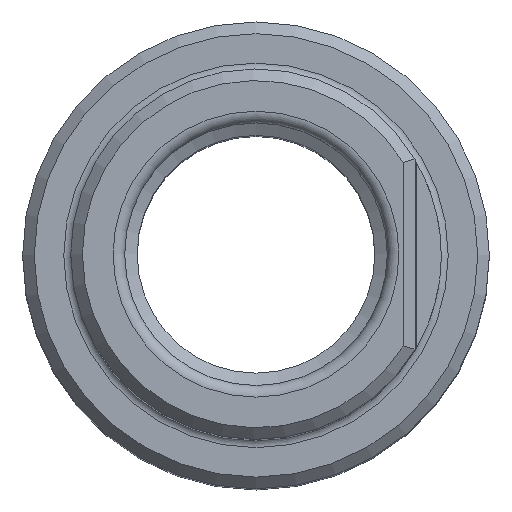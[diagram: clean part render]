
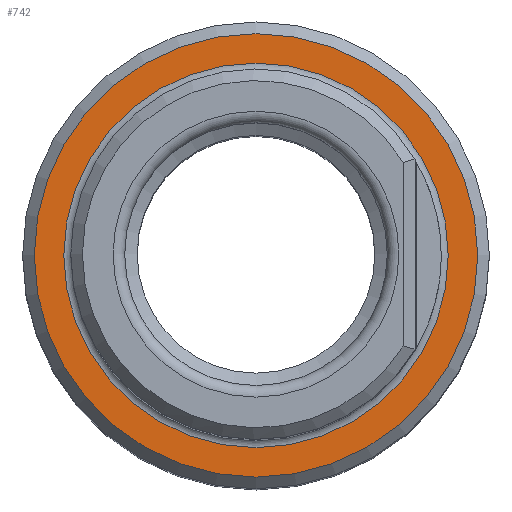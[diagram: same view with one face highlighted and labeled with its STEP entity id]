
A CAD part, top view. The second image highlights one B-rep face of the part: STEP entity #742.
In plain terms, the highlighted planar face has unit normal (0, 0, 1).
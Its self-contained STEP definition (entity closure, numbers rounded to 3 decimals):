
#126=ORIENTED_EDGE('',*,*,#217,.T.);
#127=ORIENTED_EDGE('',*,*,#218,.F.);
#217=EDGE_CURVE('',#264,#264,#298,.T.);
#218=EDGE_CURVE('',#265,#265,#299,.T.);
#264=VERTEX_POINT('',#1110);
#265=VERTEX_POINT('',#1113);
#298=CIRCLE('',#805,19.);
#299=CIRCLE('',#807,16.475);
#342=EDGE_LOOP('',(#126));
#343=EDGE_LOOP('',(#127));
#409=FACE_BOUND('',#342,.T.);
#410=FACE_BOUND('',#343,.T.);
#449=PLANE('',#806);
#742=ADVANCED_FACE('',(#409,#410),#449,.T.);
#805=AXIS2_PLACEMENT_3D('',#1109,#922,#923);
#806=AXIS2_PLACEMENT_3D('',#1111,#924,#925);
#807=AXIS2_PLACEMENT_3D('',#1112,#926,#927);
#922=DIRECTION('',(0.,0.,1.));
#923=DIRECTION('',(1.,0.,0.));
#924=DIRECTION('',(0.,0.,1.));
#925=DIRECTION('',(1.,0.,0.));
#926=DIRECTION('',(0.,0.,1.));
#927=DIRECTION('',(1.,0.,0.));
#1109=CARTESIAN_POINT('',(0.,0.,70.));
#1110=CARTESIAN_POINT('',(19.,0.,70.));
#1111=CARTESIAN_POINT('',(19.,0.,70.));
#1112=CARTESIAN_POINT('',(0.,0.,70.));
#1113=CARTESIAN_POINT('',(16.475,0.,70.));
